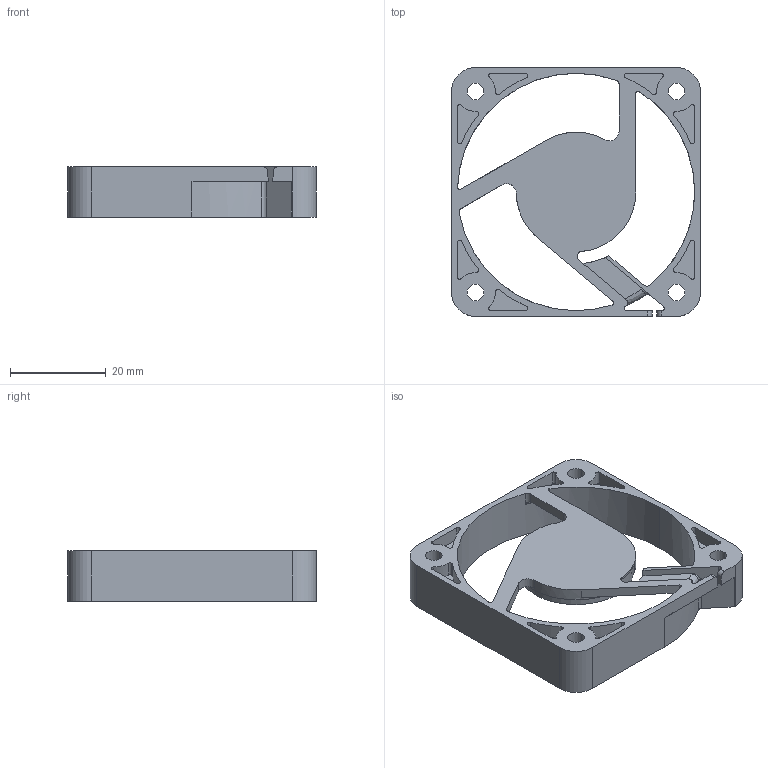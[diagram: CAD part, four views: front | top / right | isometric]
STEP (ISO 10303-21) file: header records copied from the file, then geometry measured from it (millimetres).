
FILE_DESCRIPTION (( 'STEP AP203' ), '1' );
FILE_NAME ('OD5210_m0_frame.stp', '2022-12-19T16:18:37', ( '' ), ( '' ), 'SwSTEP 2.0', 'SolidWorks 2018', '' );
FILE_SCHEMA (( 'CONFIG_CONTROL_DESIGN' ));
Length unit declared in the file: millimetre
Products named in the file (1): OD5210_m0_frame
Bounding box: 52 x 52 x 10.5 mm (x, y, z)
Volume: 7951.6 mm3; surface area: 8915.5 mm2
Topology: 1 solids, 1 shells, 211 faces, 578 edges, 384 vertices
Faces by surface type: cylinder 139, plane 61, bspline 8, cone 3
Entity records: 7373 total; most frequent: CARTESIAN_POINT 1693, DIRECTION 1258, ORIENTED_EDGE 1156, EDGE_CURVE 578, AXIS2_PLACEMENT_3D 501, VERTEX_POINT 384, CIRCLE 297, LINE 256
